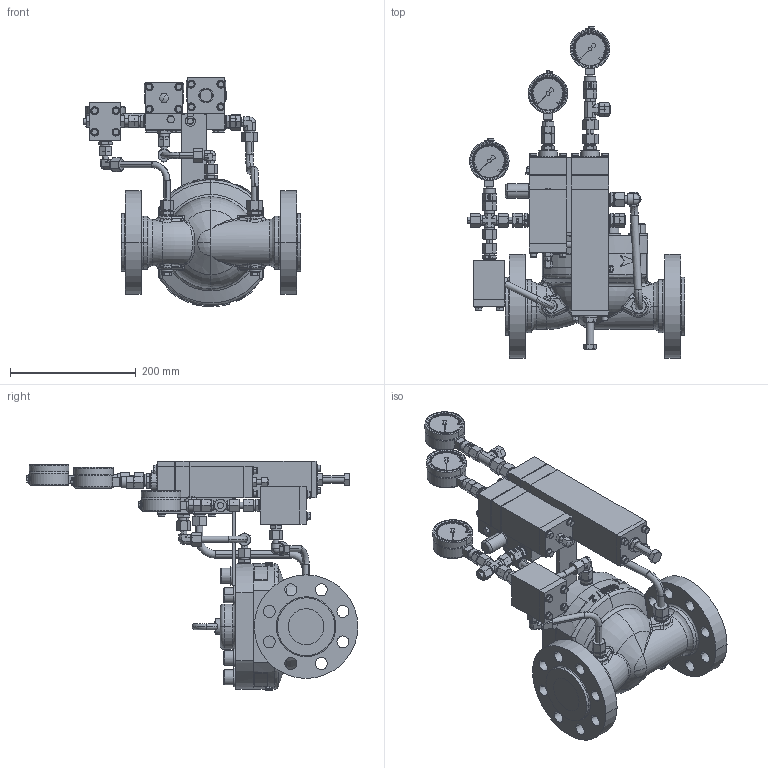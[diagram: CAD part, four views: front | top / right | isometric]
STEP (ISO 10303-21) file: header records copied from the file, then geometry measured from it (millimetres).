
FILE_DESCRIPTION (( 'STEP AP214' ), '1' );
FILE_NAME ('HON5020_DN50_class600_HON630(MB).STEP', '2020-03-16T07:29:42', ( '' ), ( '' ), 'SwSTEP 2.0', 'SolidWorks 2017', '' );
FILE_SCHEMA (( 'AUTOMOTIVE_DESIGN' ));
Length unit declared in the file: millimetre
Products named in the file (1): HON5020_DN50_class600_HON630(MB)
Bounding box: 346.27 x 528.6 x 365.44 mm (x, y, z)
Volume: 7327637.2 mm3; surface area: 724198.1 mm2
Topology: 121 solids, 121 shells, 3454 faces, 7650 edges, 4610 vertices
Faces by surface type: plane 1386, cone 811, cylinder 645, bspline 401, torus 197, sphere 14
Entity records: 135413 total; most frequent: CARTESIAN_POINT 56826, ORIENTED_EDGE 15256, DIRECTION 14311, EDGE_CURVE 7628, AXIS2_PLACEMENT_3D 5753, VERTEX_POINT 4610, EDGE_LOOP 3688, FACE_OUTER_BOUND 3454
